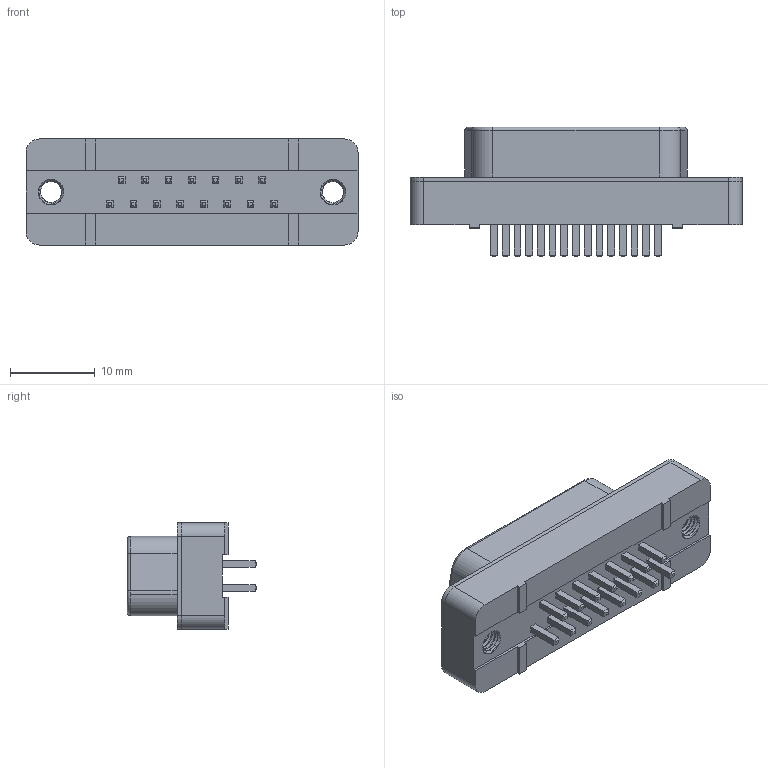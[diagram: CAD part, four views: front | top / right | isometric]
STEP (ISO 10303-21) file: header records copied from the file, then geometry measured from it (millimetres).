
FILE_DESCRIPTION (( 'STEP AP214' ), '1' );
FILE_NAME ('L717TSAG15POL2RM5C309.STEP', '2023-06-28T19:44:06', ( '' ), ( '' ), 'SwSTEP 2.0', 'SolidWorks 2021', '' );
FILE_SCHEMA (( 'AUTOMOTIVE_DESIGN' ));
Length unit declared in the file: millimetre
Products named in the file (1): L717TSAG15POL2RM5C309
Bounding box: 39.24 x 15.32 x 12.55 mm (x, y, z)
Volume: 2869.8 mm3; surface area: 3602.7 mm2
Topology: 17 solids, 17 shells, 277 faces, 653 edges, 412 vertices
Faces by surface type: plane 192, cylinder 62, cone 12, bspline 6, torus 5
Entity records: 11320 total; most frequent: CARTESIAN_POINT 4979, ORIENTED_EDGE 1306, DIRECTION 1170, EDGE_CURVE 653, LINE 476, VECTOR 476, VERTEX_POINT 412, AXIS2_PLACEMENT_3D 347
